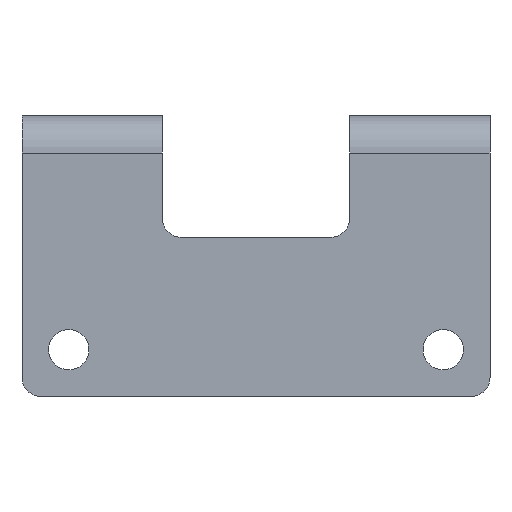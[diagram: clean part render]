
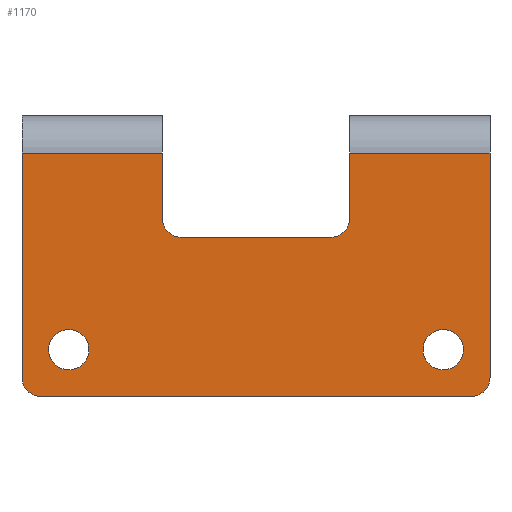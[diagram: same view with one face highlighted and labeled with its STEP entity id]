
A CAD part, front view. The second image highlights one B-rep face of the part: STEP entity #1170.
In plain terms, the highlighted planar face has unit normal (0, -1, 0).
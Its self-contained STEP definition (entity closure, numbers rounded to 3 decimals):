
#193=DIRECTION('',(1.,0.,0.));
#194=VECTOR('',#193,15.);
#195=CARTESIAN_POINT('',(10.,0.,26.));
#196=LINE('',#195,#194);
#208=DIRECTION('',(0.,0.,-1.));
#209=VECTOR('',#208,24.);
#210=CARTESIAN_POINT('',(25.,0.,26.));
#211=LINE('',#210,#209);
#343=CARTESIAN_POINT('',(-20.,0.,5.));
#344=DIRECTION('',(0.,1.,0.));
#345=DIRECTION('',(0.,0.,-1.));
#346=AXIS2_PLACEMENT_3D('',#343,#344,#345);
#351=CARTESIAN_POINT('',(-20.,0.,5.));
#352=DIRECTION('',(0.,1.,0.));
#353=DIRECTION('',(0.,0.,1.));
#354=AXIS2_PLACEMENT_3D('',#351,#352,#353);
#359=CARTESIAN_POINT('',(20.,0.,5.));
#360=DIRECTION('',(0.,1.,0.));
#361=DIRECTION('',(0.,0.,-1.));
#362=AXIS2_PLACEMENT_3D('',#359,#360,#361);
#367=CARTESIAN_POINT('',(20.,0.,5.));
#368=DIRECTION('',(0.,1.,0.));
#369=DIRECTION('',(0.,0.,1.));
#370=AXIS2_PLACEMENT_3D('',#367,#368,#369);
#375=DIRECTION('',(0.,0.,-1.));
#376=VECTOR('',#375,7.);
#377=CARTESIAN_POINT('',(10.,0.,26.));
#378=LINE('',#377,#376);
#382=CARTESIAN_POINT('',(23.,0.,2.));
#383=DIRECTION('',(0.,-1.,0.));
#384=DIRECTION('',(0.,0.,-1.));
#385=AXIS2_PLACEMENT_3D('',#382,#383,#384);
#390=CARTESIAN_POINT('',(-23.,0.,2.));
#391=DIRECTION('',(0.,-1.,0.));
#392=DIRECTION('',(-1.,0.,0.));
#393=AXIS2_PLACEMENT_3D('',#390,#391,#392);
#398=CARTESIAN_POINT('',(-8.,0.,19.));
#399=DIRECTION('',(0.,1.,0.));
#400=DIRECTION('',(0.,0.,-1.));
#401=AXIS2_PLACEMENT_3D('',#398,#399,#400);
#406=CARTESIAN_POINT('',(8.,0.,19.));
#407=DIRECTION('',(0.,1.,0.));
#408=DIRECTION('',(1.,0.,0.));
#409=AXIS2_PLACEMENT_3D('',#406,#407,#408);
#456=DIRECTION('',(-1.,0.,0.));
#457=VECTOR('',#456,46.);
#458=CARTESIAN_POINT('',(23.,0.,0.));
#459=LINE('',#458,#457);
#492=DIRECTION('',(0.,0.,1.));
#493=VECTOR('',#492,24.);
#494=CARTESIAN_POINT('',(-25.,0.,2.));
#495=LINE('',#494,#493);
#667=DIRECTION('',(0.,0.,-1.));
#668=VECTOR('',#667,7.);
#669=CARTESIAN_POINT('',(-10.,0.,26.));
#670=LINE('',#669,#668);
#724=DIRECTION('',(1.,0.,0.));
#725=VECTOR('',#724,16.);
#726=CARTESIAN_POINT('',(-8.,0.,17.));
#727=LINE('',#726,#725);
#745=DIRECTION('',(1.,0.,0.));
#746=VECTOR('',#745,15.);
#747=CARTESIAN_POINT('',(-25.,0.,26.));
#748=LINE('',#747,#746);
#843=CARTESIAN_POINT('',(10.,0.,26.));
#844=CARTESIAN_POINT('',(10.,0.,19.));
#845=VERTEX_POINT('',#843);
#846=VERTEX_POINT('',#844);
#847=CARTESIAN_POINT('',(8.,0.,17.));
#848=VERTEX_POINT('',#847);
#849=CARTESIAN_POINT('',(-8.,0.,17.));
#850=VERTEX_POINT('',#849);
#851=CARTESIAN_POINT('',(-10.,0.,19.));
#852=VERTEX_POINT('',#851);
#853=CARTESIAN_POINT('',(-10.,0.,26.));
#854=VERTEX_POINT('',#853);
#855=CARTESIAN_POINT('',(-25.,0.,26.));
#856=VERTEX_POINT('',#855);
#857=CARTESIAN_POINT('',(-25.,0.,2.));
#858=VERTEX_POINT('',#857);
#859=CARTESIAN_POINT('',(-23.,0.,0.));
#860=VERTEX_POINT('',#859);
#861=CARTESIAN_POINT('',(23.,0.,0.));
#862=VERTEX_POINT('',#861);
#863=CARTESIAN_POINT('',(25.,0.,2.));
#864=VERTEX_POINT('',#863);
#865=CARTESIAN_POINT('',(25.,0.,26.));
#866=VERTEX_POINT('',#865);
#892=CARTESIAN_POINT('',(20.,0.,7.15));
#894=VERTEX_POINT('',#892);
#896=CARTESIAN_POINT('',(20.,0.,2.85));
#898=VERTEX_POINT('',#896);
#900=CARTESIAN_POINT('',(-20.,0.,7.15));
#902=VERTEX_POINT('',#900);
#904=CARTESIAN_POINT('',(-20.,0.,2.85));
#906=VERTEX_POINT('',#904);
#1131=CARTESIAN_POINT('',(0.,0.,0.));
#1132=DIRECTION('',(0.,-1.,0.));
#1133=DIRECTION('',(0.,0.,-1.));
#1134=AXIS2_PLACEMENT_3D('',#1131,#1132,#1133);
#1135=PLANE('',#1134);
#1136=ORIENTED_EDGE('',*,*,#1013,.F.);
#1137=ORIENTED_EDGE('',*,*,#1035,.T.);
#1138=ORIENTED_EDGE('',*,*,#1053,.T.);
#1140=ORIENTED_EDGE('',*,*,#1139,.F.);
#1142=ORIENTED_EDGE('',*,*,#1141,.T.);
#1144=ORIENTED_EDGE('',*,*,#1143,.F.);
#1146=ORIENTED_EDGE('',*,*,#1145,.T.);
#1148=ORIENTED_EDGE('',*,*,#1147,.T.);
#1150=ORIENTED_EDGE('',*,*,#1149,.T.);
#1152=ORIENTED_EDGE('',*,*,#1151,.F.);
#1154=ORIENTED_EDGE('',*,*,#1153,.T.);
#1156=ORIENTED_EDGE('',*,*,#1155,.F.);
#1157=EDGE_LOOP('',(#1136,#1137,#1138,#1140,#1142,#1144,#1146,#1148,#1150,#1152,
#1154,#1156));
#1158=FACE_OUTER_BOUND('',#1157,.F.);
#1159=ORIENTED_EDGE('',*,*,#1121,.F.);
#1161=ORIENTED_EDGE('',*,*,#1160,.F.);
#1162=EDGE_LOOP('',(#1159,#1161));
#1163=FACE_BOUND('',#1162,.F.);
#1165=ORIENTED_EDGE('',*,*,#1164,.F.);
#1167=ORIENTED_EDGE('',*,*,#1166,.F.);
#1168=EDGE_LOOP('',(#1165,#1167));
#1169=FACE_BOUND('',#1168,.F.);
#1170=ADVANCED_FACE('',(#1158,#1163,#1169),#1135,.T.);
#347=CIRCLE('',#346,2.15);
#355=CIRCLE('',#354,2.15);
#363=CIRCLE('',#362,2.15);
#371=CIRCLE('',#370,2.15);
#386=CIRCLE('',#385,2.);
#394=CIRCLE('',#393,2.);
#402=CIRCLE('',#401,2.);
#410=CIRCLE('',#409,2.);
#1013=EDGE_CURVE('',#845,#846,#378,.T.);
#1035=EDGE_CURVE('',#845,#866,#196,.T.);
#1053=EDGE_CURVE('',#866,#864,#211,.T.);
#1121=EDGE_CURVE('',#898,#894,#363,.T.);
#1139=EDGE_CURVE('',#862,#864,#386,.T.);
#1141=EDGE_CURVE('',#862,#860,#459,.T.);
#1143=EDGE_CURVE('',#858,#860,#394,.T.);
#1145=EDGE_CURVE('',#858,#856,#495,.T.);
#1147=EDGE_CURVE('',#856,#854,#748,.T.);
#1149=EDGE_CURVE('',#854,#852,#670,.T.);
#1151=EDGE_CURVE('',#850,#852,#402,.T.);
#1153=EDGE_CURVE('',#850,#848,#727,.T.);
#1155=EDGE_CURVE('',#846,#848,#410,.T.);
#1160=EDGE_CURVE('',#894,#898,#371,.T.);
#1164=EDGE_CURVE('',#906,#902,#347,.T.);
#1166=EDGE_CURVE('',#902,#906,#355,.T.);
